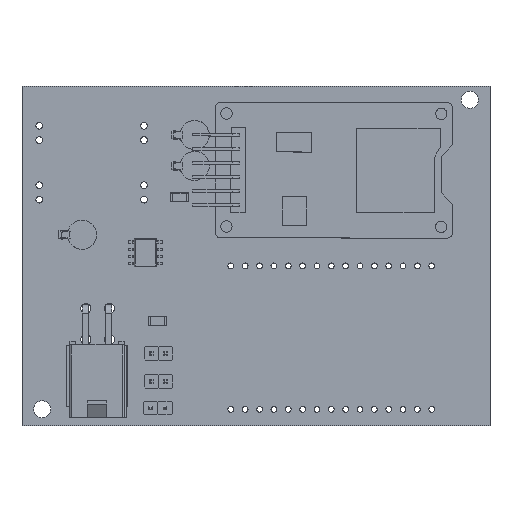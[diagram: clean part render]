
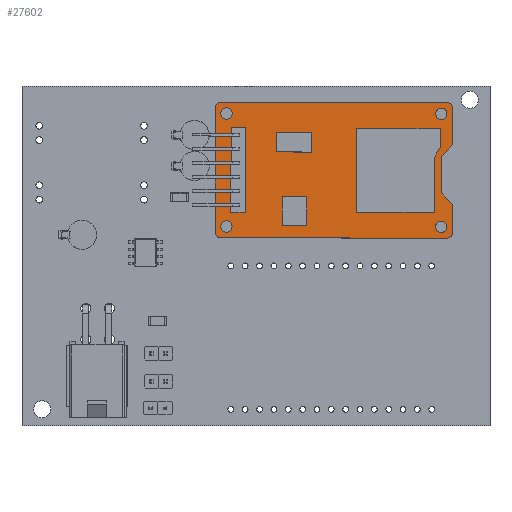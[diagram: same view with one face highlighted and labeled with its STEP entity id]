
A CAD part, top view. The second image highlights one B-rep face of the part: STEP entity #27602.
In plain terms, the highlighted planar face has unit normal (0, 0, 1).
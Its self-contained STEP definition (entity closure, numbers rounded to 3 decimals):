
#27602 = ADVANCED_FACE('',(#27603,#27623,#27643,#27745,#27765),#27785,
  .T.);
#27603 = FACE_BOUND('',#27604,.T.);
#27604 = EDGE_LOOP('',(#27605,#27616));
#27605 = ORIENTED_EDGE('',*,*,#27606,.F.);
#27606 = EDGE_CURVE('',#27607,#27609,#27611,.T.);
#27607 = VERTEX_POINT('',#27608);
#27608 = CARTESIAN_POINT('',(105.409,96.13,
    1.5));
#27609 = VERTEX_POINT('',#27610);
#27610 = CARTESIAN_POINT('',(105.406,94.13,
    1.5));
#27611 = CIRCLE('',#27612,1.);
#27612 = AXIS2_PLACEMENT_3D('',#27613,#27614,#27615);
#27613 = CARTESIAN_POINT('',(105.408,95.13,
    1.5));
#27614 = DIRECTION('',(0.,0.,1.));
#27615 = DIRECTION('',(-0.002,-1.,
    0.));
#27616 = ORIENTED_EDGE('',*,*,#27617,.F.);
#27617 = EDGE_CURVE('',#27609,#27607,#27618,.T.);
#27618 = CIRCLE('',#27619,1.);
#27619 = AXIS2_PLACEMENT_3D('',#27620,#27621,#27622);
#27620 = CARTESIAN_POINT('',(105.408,95.13,
    1.5));
#27621 = DIRECTION('',(0.,0.,1.));
#27622 = DIRECTION('',(-0.002,-1.,
    0.));
#27623 = FACE_BOUND('',#27624,.T.);
#27624 = EDGE_LOOP('',(#27625,#27636));
#27625 = ORIENTED_EDGE('',*,*,#27626,.F.);
#27626 = EDGE_CURVE('',#27627,#27629,#27631,.T.);
#27627 = VERTEX_POINT('',#27628);
#27628 = CARTESIAN_POINT('',(143.409,96.07,
    1.5));
#27629 = VERTEX_POINT('',#27630);
#27630 = CARTESIAN_POINT('',(143.406,94.07,
    1.5));
#27631 = CIRCLE('',#27632,1.);
#27632 = AXIS2_PLACEMENT_3D('',#27633,#27634,#27635);
#27633 = CARTESIAN_POINT('',(143.408,95.07,
    1.5));
#27634 = DIRECTION('',(0.,0.,1.));
#27635 = DIRECTION('',(-0.002,-1.,
    0.));
#27636 = ORIENTED_EDGE('',*,*,#27637,.F.);
#27637 = EDGE_CURVE('',#27629,#27627,#27638,.T.);
#27638 = CIRCLE('',#27639,1.);
#27639 = AXIS2_PLACEMENT_3D('',#27640,#27641,#27642);
#27640 = CARTESIAN_POINT('',(143.408,95.07,
    1.5));
#27641 = DIRECTION('',(0.,0.,1.));
#27642 = DIRECTION('',(-0.002,-1.,
    0.));
#27643 = FACE_BOUND('',#27644,.T.);
#27644 = EDGE_LOOP('',(#27645,#27655,#27664,#27672,#27681,#27689,#27698,
    #27706,#27715,#27723,#27731,#27739));
#27645 = ORIENTED_EDGE('',*,*,#27646,.T.);
#27646 = EDGE_CURVE('',#27647,#27649,#27651,.T.);
#27647 = VERTEX_POINT('',#27648);
#27648 = CARTESIAN_POINT('',(145.399,89.567,
    1.5));
#27649 = VERTEX_POINT('',#27650);
#27650 = CARTESIAN_POINT('',(145.409,96.067,
    1.5));
#27651 = LINE('',#27652,#27653);
#27652 = CARTESIAN_POINT('',(145.409,96.067,
    1.5));
#27653 = VECTOR('',#27654,1.);
#27654 = DIRECTION('',(0.002,1.,
    0.));
#27655 = ORIENTED_EDGE('',*,*,#27656,.T.);
#27656 = EDGE_CURVE('',#27649,#27657,#27659,.T.);
#27657 = VERTEX_POINT('',#27658);
#27658 = CARTESIAN_POINT('',(144.411,97.069,
    1.5));
#27659 = CIRCLE('',#27660,1.);
#27660 = AXIS2_PLACEMENT_3D('',#27661,#27662,#27663);
#27661 = CARTESIAN_POINT('',(144.409,96.069,
    1.5));
#27662 = DIRECTION('',(0.,0.,1.));
#27663 = DIRECTION('',(0.002,1.,
    0.));
#27664 = ORIENTED_EDGE('',*,*,#27665,.T.);
#27665 = EDGE_CURVE('',#27657,#27666,#27668,.T.);
#27666 = VERTEX_POINT('',#27667);
#27667 = CARTESIAN_POINT('',(104.411,97.131,
    1.5));
#27668 = LINE('',#27669,#27670);
#27669 = CARTESIAN_POINT('',(104.411,97.131,
    1.5));
#27670 = VECTOR('',#27671,1.);
#27671 = DIRECTION('',(-1.,0.002,0.));
#27672 = ORIENTED_EDGE('',*,*,#27673,.T.);
#27673 = EDGE_CURVE('',#27666,#27674,#27676,.T.);
#27674 = VERTEX_POINT('',#27675);
#27675 = CARTESIAN_POINT('',(103.409,96.133,
    1.5));
#27676 = CIRCLE('',#27677,1.);
#27677 = AXIS2_PLACEMENT_3D('',#27678,#27679,#27680);
#27678 = CARTESIAN_POINT('',(104.409,96.131,
    1.5));
#27679 = DIRECTION('',(0.,0.,1.));
#27680 = DIRECTION('',(-0.002,-1.,
    0.));
#27681 = ORIENTED_EDGE('',*,*,#27682,.T.);
#27682 = EDGE_CURVE('',#27674,#27683,#27685,.T.);
#27683 = VERTEX_POINT('',#27684);
#27684 = CARTESIAN_POINT('',(103.375,74.133,
    1.5));
#27685 = LINE('',#27686,#27687);
#27686 = CARTESIAN_POINT('',(103.409,96.133,
    1.5));
#27687 = VECTOR('',#27688,1.);
#27688 = DIRECTION('',(-0.002,-1.,
    0.));
#27689 = ORIENTED_EDGE('',*,*,#27690,.T.);
#27690 = EDGE_CURVE('',#27683,#27691,#27693,.T.);
#27691 = VERTEX_POINT('',#27692);
#27692 = CARTESIAN_POINT('',(104.373,73.131,
    1.5));
#27693 = CIRCLE('',#27694,1.);
#27694 = AXIS2_PLACEMENT_3D('',#27695,#27696,#27697);
#27695 = CARTESIAN_POINT('',(104.375,74.131,
    1.5));
#27696 = DIRECTION('',(0.,0.,1.));
#27697 = DIRECTION('',(-0.002,-1.,
    0.));
#27698 = ORIENTED_EDGE('',*,*,#27699,.T.);
#27699 = EDGE_CURVE('',#27691,#27700,#27702,.T.);
#27700 = VERTEX_POINT('',#27701);
#27701 = CARTESIAN_POINT('',(144.373,73.069,
    1.5));
#27702 = LINE('',#27703,#27704);
#27703 = CARTESIAN_POINT('',(104.373,73.131,
    1.5));
#27704 = VECTOR('',#27705,1.);
#27705 = DIRECTION('',(1.,-0.002,0.));
#27706 = ORIENTED_EDGE('',*,*,#27707,.T.);
#27707 = EDGE_CURVE('',#27700,#27708,#27710,.T.);
#27708 = VERTEX_POINT('',#27709);
#27709 = CARTESIAN_POINT('',(145.375,74.067,
    1.5));
#27710 = CIRCLE('',#27711,1.);
#27711 = AXIS2_PLACEMENT_3D('',#27712,#27713,#27714);
#27712 = CARTESIAN_POINT('',(144.375,74.069,
    1.5));
#27713 = DIRECTION('',(0.,0.,1.));
#27714 = DIRECTION('',(-0.002,-1.,
    0.));
#27715 = ORIENTED_EDGE('',*,*,#27716,.T.);
#27716 = EDGE_CURVE('',#27708,#27717,#27719,.T.);
#27717 = VERTEX_POINT('',#27718);
#27718 = CARTESIAN_POINT('',(145.382,79.067,
    1.5));
#27719 = LINE('',#27720,#27721);
#27720 = CARTESIAN_POINT('',(145.382,79.067,
    1.5));
#27721 = VECTOR('',#27722,1.);
#27722 = DIRECTION('',(0.002,1.,
    0.));
#27723 = ORIENTED_EDGE('',*,*,#27724,.T.);
#27724 = EDGE_CURVE('',#27717,#27725,#27727,.T.);
#27725 = VERTEX_POINT('',#27726);
#27726 = CARTESIAN_POINT('',(143.386,81.07,
    1.5));
#27727 = LINE('',#27728,#27729);
#27728 = CARTESIAN_POINT('',(143.386,81.07,
    1.5));
#27729 = VECTOR('',#27730,1.);
#27730 = DIRECTION('',(-0.706,0.708,0.
    ));
#27731 = ORIENTED_EDGE('',*,*,#27732,.T.);
#27732 = EDGE_CURVE('',#27725,#27733,#27735,.T.);
#27733 = VERTEX_POINT('',#27734);
#27734 = CARTESIAN_POINT('',(143.396,87.57,
    1.5));
#27735 = LINE('',#27736,#27737);
#27736 = CARTESIAN_POINT('',(143.396,87.57,
    1.5));
#27737 = VECTOR('',#27738,1.);
#27738 = DIRECTION('',(0.002,1.,
    0.));
#27739 = ORIENTED_EDGE('',*,*,#27740,.T.);
#27740 = EDGE_CURVE('',#27733,#27647,#27741,.T.);
#27741 = LINE('',#27742,#27743);
#27742 = CARTESIAN_POINT('',(145.399,89.567,
    1.5));
#27743 = VECTOR('',#27744,1.);
#27744 = DIRECTION('',(0.708,0.706,0.)
  );
#27745 = FACE_BOUND('',#27746,.T.);
#27746 = EDGE_LOOP('',(#27747,#27758));
#27747 = ORIENTED_EDGE('',*,*,#27748,.F.);
#27748 = EDGE_CURVE('',#27749,#27751,#27753,.T.);
#27749 = VERTEX_POINT('',#27750);
#27750 = CARTESIAN_POINT('',(143.378,76.07,
    1.5));
#27751 = VERTEX_POINT('',#27752);
#27752 = CARTESIAN_POINT('',(143.375,74.07,
    1.5));
#27753 = CIRCLE('',#27754,1.);
#27754 = AXIS2_PLACEMENT_3D('',#27755,#27756,#27757);
#27755 = CARTESIAN_POINT('',(143.376,75.07,
    1.5));
#27756 = DIRECTION('',(0.,0.,1.));
#27757 = DIRECTION('',(-0.002,-1.,
    0.));
#27758 = ORIENTED_EDGE('',*,*,#27759,.F.);
#27759 = EDGE_CURVE('',#27751,#27749,#27760,.T.);
#27760 = CIRCLE('',#27761,1.);
#27761 = AXIS2_PLACEMENT_3D('',#27762,#27763,#27764);
#27762 = CARTESIAN_POINT('',(143.376,75.07,
    1.5));
#27763 = DIRECTION('',(0.,0.,1.));
#27764 = DIRECTION('',(-0.002,-1.,
    0.));
#27765 = FACE_BOUND('',#27766,.T.);
#27766 = EDGE_LOOP('',(#27767,#27778));
#27767 = ORIENTED_EDGE('',*,*,#27768,.F.);
#27768 = EDGE_CURVE('',#27769,#27771,#27773,.T.);
#27769 = VERTEX_POINT('',#27770);
#27770 = CARTESIAN_POINT('',(105.378,76.13,
    1.5));
#27771 = VERTEX_POINT('',#27772);
#27772 = CARTESIAN_POINT('',(105.375,74.13,
    1.5));
#27773 = CIRCLE('',#27774,1.);
#27774 = AXIS2_PLACEMENT_3D('',#27775,#27776,#27777);
#27775 = CARTESIAN_POINT('',(105.376,75.13,
    1.5));
#27776 = DIRECTION('',(0.,0.,1.));
#27777 = DIRECTION('',(-0.002,-1.,
    0.));
#27778 = ORIENTED_EDGE('',*,*,#27779,.F.);
#27779 = EDGE_CURVE('',#27771,#27769,#27780,.T.);
#27780 = CIRCLE('',#27781,1.);
#27781 = AXIS2_PLACEMENT_3D('',#27782,#27783,#27784);
#27782 = CARTESIAN_POINT('',(105.376,75.13,
    1.5));
#27783 = DIRECTION('',(0.,0.,1.));
#27784 = DIRECTION('',(-0.002,-1.,
    0.));
#27785 = PLANE('',#27786);
#27786 = AXIS2_PLACEMENT_3D('',#27787,#27788,#27789);
#27787 = CARTESIAN_POINT('',(144.375,74.069,
    1.5));
#27788 = DIRECTION('',(0.,0.,1.));
#27789 = DIRECTION('',(-0.002,-1.,
    0.));
